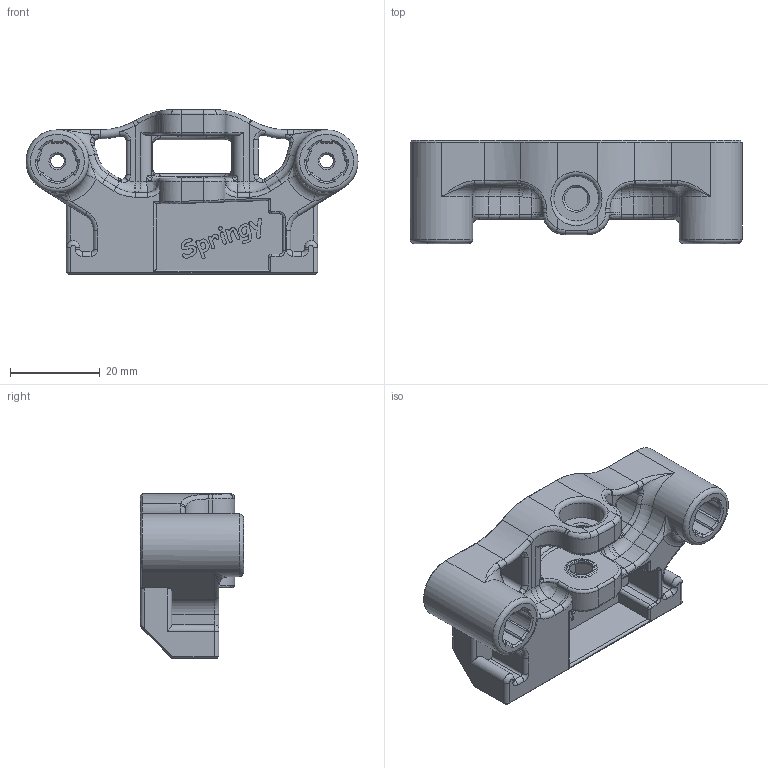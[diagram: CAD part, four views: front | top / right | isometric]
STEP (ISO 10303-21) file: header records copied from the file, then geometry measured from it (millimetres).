
FILE_DESCRIPTION(/* description */ (''),/* implementation_level */ '2;1');
FILE_NAME(/* name */ 'Idler Block ProModeler.step',/* time_stamp */ '2024-02-26T14:55:35-06:00',/* author */ (''),/* organization */ (''),/* preprocessor_version */ 'ST-DEVELOPER v20',/* originating_system */ 'Autodesk Translation Framework v12.20.1.177',/* authorisation */ '');
FILE_SCHEMA (('AUTOMOTIVE_DESIGN { 1 0 10303 214 3 1 1 }'));
Length unit declared in the file: millimetre
Products named in the file (4): (Unsaved); ERCF V2; 5. Linear Axis; 5.2 Linear Axis Idler Block
Assembly tree (3 placements, depth 4):
  (Unsaved)
    ERCF V2
      5. Linear Axis
        5.2 Linear Axis Idler Block
Bounding box: 74 x 23 x 36.7 mm (x, y, z)
Volume: 22988.7 mm3; surface area: 11567.4 mm2
Topology: 1 solids, 2 shells, 943 faces, 2398 edges, 1455 vertices
Faces by surface type: bspline 374, plane 288, cylinder 144, cone 75, torus 62
Full cylindrical faces by diameter (mm): 3 x2, 5.2 x2, 10 x1, 14 x2
Entity records: 37576 total; most frequent: CARTESIAN_POINT 17289, ORIENTED_EDGE 4746, DIRECTION 3243, EDGE_CURVE 2373, VERTEX_POINT 1455, LINE 1115, VECTOR 1115, AXIS2_PLACEMENT_3D 1064
